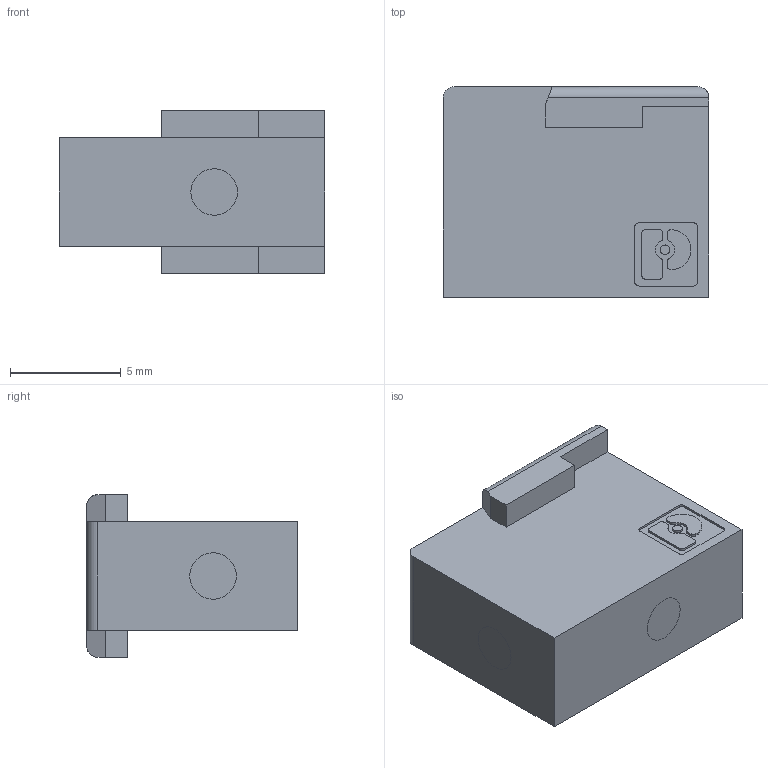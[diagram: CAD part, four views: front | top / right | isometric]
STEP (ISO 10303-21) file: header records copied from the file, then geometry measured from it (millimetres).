
FILE_DESCRIPTION(('SolidDesigner STEP Export'),'2;1');
FILE_NAME('mstb_bf.stp','2006-06-13T13:42:04',(''),(''),'OneSpace Designer STEP processor for AP214 (Solid Model)','OneSpace Designer 13.01 05-Feb-2005 (C) CoCreate Software GmbH','');
FILE_SCHEMA(('AUTOMOTIVE_DESIGN { 1 0 10303 214 1 1 1 1 }'));
Length unit declared in the file: millimetre
Products named in the file (2): mstb_bf
Assembly tree (1 placements, depth 2):
  mstb_bf
    mstb_bf
Bounding box: 12 x 9.5 x 7.35 mm (x, y, z)
Volume: 567.9 mm3; surface area: 563.4 mm2
Topology: 1 solids, 1 shells, 99 faces, 245 edges, 158 vertices
Faces by surface type: plane 65, cylinder 34
Entity records: 3428 total; most frequent: ORIENTED_EDGE 490, CARTESIAN_POINT 432, DIRECTION 403, EDGE_CURVE 245, VERTEX_POINT 158, VECTOR 145, LINE 145, AXIS2_PLACEMENT_3D 129
